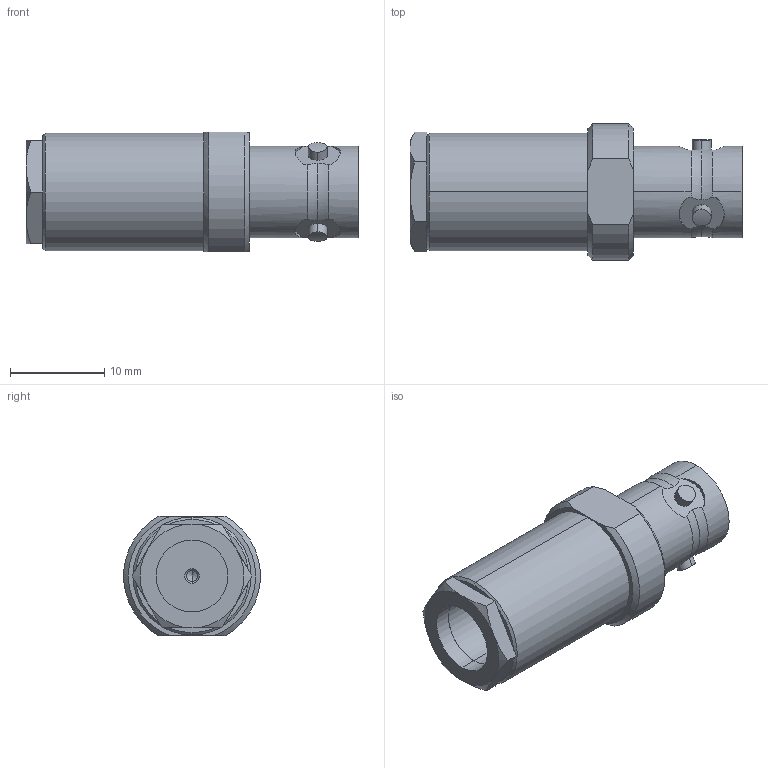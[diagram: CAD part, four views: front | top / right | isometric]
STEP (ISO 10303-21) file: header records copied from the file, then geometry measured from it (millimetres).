
FILE_DESCRIPTION (( 'STEP AP214' ), '1' );
FILE_NAME ('FMCN10-06575-210_3D.step', '2024-06-11T22:26:53', ( '' ), ( '' ), 'SwSTEP 2.0', 'SolidWorks 2022', '' );
FILE_SCHEMA (( 'AUTOMOTIVE_DESIGN' ));
Length unit declared in the file: inch
Products named in the file (4): 10-06575-XXX-MA1^FMCN10-06575-210; 10-06575-XXX-MA3^FMCN10-06575-210; FMCN10-06575-210_3D; 10-06575-XXX-MA2^FMCN10-06575-210
Assembly tree (3 placements, depth 2):
  FMCN10-06575-210_3D
    10-06575-XXX-MA1^FMCN10-06575-210
    10-06575-XXX-MA2^FMCN10-06575-210
    10-06575-XXX-MA3^FMCN10-06575-210
Bounding box: 35.18 x 14.45 x 12.7 mm (x, y, z)
Volume: 3048.5 mm3; surface area: 3282.5 mm2
Topology: 3 solids, 3 shells, 136 faces, 318 edges, 200 vertices
Faces by surface type: cylinder 47, cone 42, plane 39, torus 8
Entity records: 4574 total; most frequent: CARTESIAN_POINT 1192, DIRECTION 660, ORIENTED_EDGE 632, EDGE_CURVE 316, AXIS2_PLACEMENT_3D 278, VERTEX_POINT 200, EDGE_LOOP 154, CIRCLE 136
